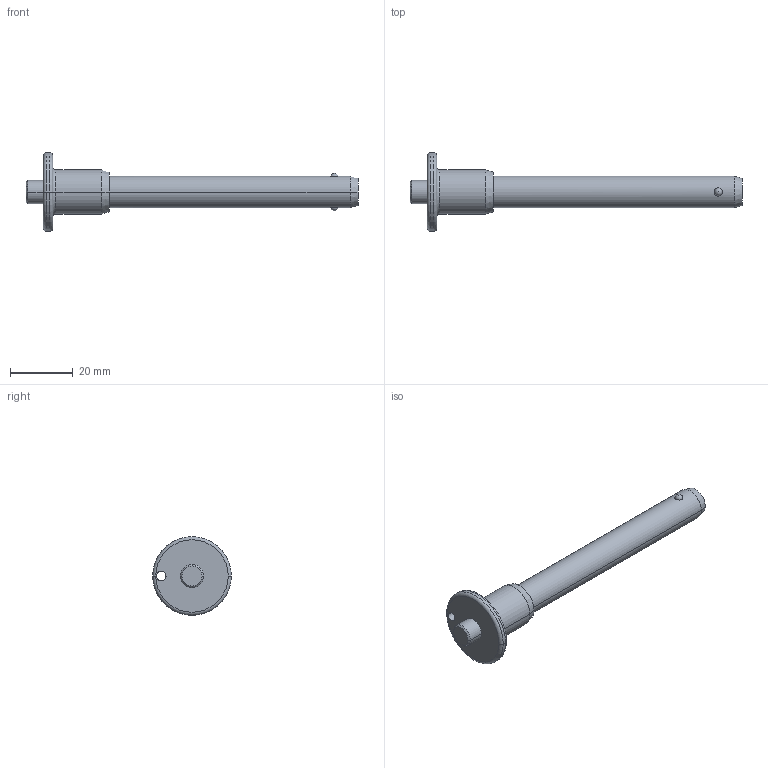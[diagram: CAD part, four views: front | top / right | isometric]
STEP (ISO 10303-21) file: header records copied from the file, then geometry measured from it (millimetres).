
FILE_DESCRIPTION (( 'STEP AP214' ), '1' );
FILE_NAME ('BKP 1070.STEP', '2022-08-26T09:25:36', ( '' ), ( '' ), 'SwSTEP 2.0', 'SolidWorks 2019', '' );
FILE_SCHEMA (( 'AUTOMOTIVE_DESIGN' ));
Length unit declared in the file: millimetre
Products named in the file (4): 70x10 PIN DIS.stp; BILYA 10.stp; BKP 1070; BKP 1070.stp
Assembly tree (4 placements, depth 3):
  BKP 1070
    BKP 1070.stp
      70x10 PIN DIS.stp
      BILYA 10.stp  x2
Bounding box: 105.5 x 25 x 25 mm (x, y, z)
Volume: 10540.3 mm3; surface area: 4595.9 mm2
Topology: 3 solids, 3 shells, 33 faces, 74 edges, 46 vertices
Faces by surface type: cylinder 12, cone 6, torus 6, plane 5, sphere 4
Entity records: 1048 total; most frequent: CARTESIAN_POINT 227, DIRECTION 176, ORIENTED_EDGE 124, AXIS2_PLACEMENT_3D 79, EDGE_CURVE 62, CIRCLE 40, VERTEX_POINT 38, EDGE_LOOP 38
